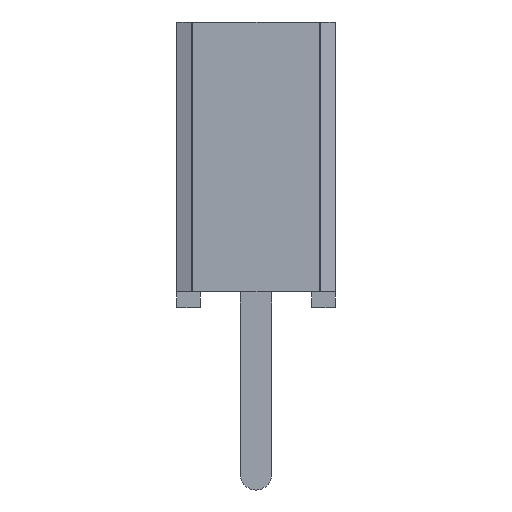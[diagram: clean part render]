
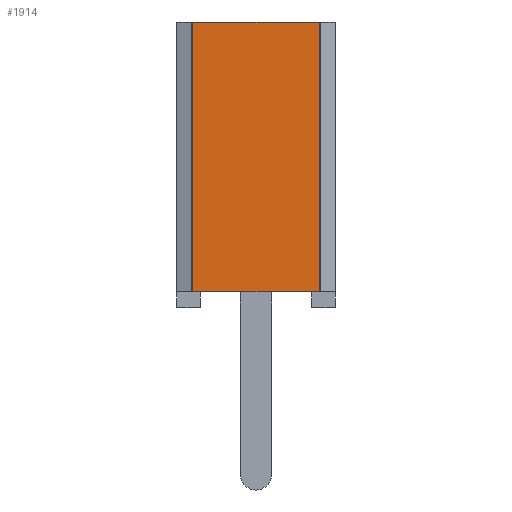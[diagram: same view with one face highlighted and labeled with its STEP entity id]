
A CAD part, left-side view. The second image highlights one B-rep face of the part: STEP entity #1914.
In plain terms, the highlighted planar face has unit normal (-1, 0, 0).
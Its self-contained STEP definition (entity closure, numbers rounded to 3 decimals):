
#1914 = ADVANCED_FACE('',(#1915),#1949,.F.);
#1915 = FACE_BOUND('',#1916,.T.);
#1916 = EDGE_LOOP('',(#1917,#1927,#1935,#1943));
#1917 = ORIENTED_EDGE('',*,*,#1918,.T.);
#1918 = EDGE_CURVE('',#1919,#1921,#1923,.T.);
#1919 = VERTEX_POINT('',#1920);
#1920 = CARTESIAN_POINT('',(-5.829,1.026,4.572));
#1921 = VERTEX_POINT('',#1922);
#1922 = CARTESIAN_POINT('',(-5.829,1.026,0.254));
#1923 = LINE('',#1924,#1925);
#1924 = CARTESIAN_POINT('',(-5.829,1.026,4.572));
#1925 = VECTOR('',#1926,1.);
#1926 = DIRECTION('',(0.,0.,-1.));
#1927 = ORIENTED_EDGE('',*,*,#1928,.T.);
#1928 = EDGE_CURVE('',#1921,#1929,#1931,.T.);
#1929 = VERTEX_POINT('',#1930);
#1930 = CARTESIAN_POINT('',(-5.829,-1.026,0.254));
#1931 = LINE('',#1932,#1933);
#1932 = CARTESIAN_POINT('',(-5.829,0.889,0.254));
#1933 = VECTOR('',#1934,1.);
#1934 = DIRECTION('',(0.,-1.,0.));
#1935 = ORIENTED_EDGE('',*,*,#1936,.T.);
#1936 = EDGE_CURVE('',#1929,#1937,#1939,.T.);
#1937 = VERTEX_POINT('',#1938);
#1938 = CARTESIAN_POINT('',(-5.829,-1.026,4.572));
#1939 = LINE('',#1940,#1941);
#1940 = CARTESIAN_POINT('',(-5.829,-1.026,4.572));
#1941 = VECTOR('',#1942,1.);
#1942 = DIRECTION('',(0.,0.,1.));
#1943 = ORIENTED_EDGE('',*,*,#1944,.F.);
#1944 = EDGE_CURVE('',#1919,#1937,#1945,.T.);
#1945 = LINE('',#1946,#1947);
#1946 = CARTESIAN_POINT('',(-5.829,1.27,4.572));
#1947 = VECTOR('',#1948,1.);
#1948 = DIRECTION('',(0.,-1.,0.));
#1949 = PLANE('',#1950);
#1950 = AXIS2_PLACEMENT_3D('',#1951,#1952,#1953);
#1951 = CARTESIAN_POINT('',(-5.829,1.27,4.572));
#1952 = DIRECTION('',(1.,0.,0.));
#1953 = DIRECTION('',(-0.,1.,0.));
